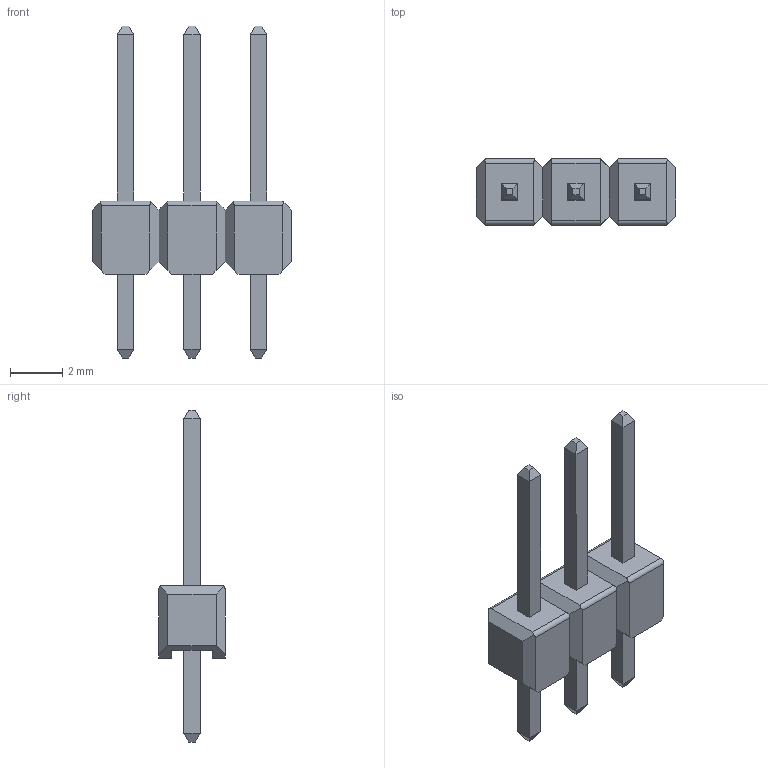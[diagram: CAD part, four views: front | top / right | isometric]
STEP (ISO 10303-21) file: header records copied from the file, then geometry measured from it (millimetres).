
FILE_DESCRIPTION (( 'STEP AP214' ), '1' );
FILE_NAME ('User Library-1x3 TH Pitch 2_54mm.STEP', '2020-10-02T20:05:55', ( '' ), ( '' ), 'SwSTEP 2.0', 'SolidWorks 2019', '' );
FILE_SCHEMA (( 'AUTOMOTIVE_DESIGN' ));
Length unit declared in the file: millimetre
Products named in the file (1): User Library-1x3 TH Pitch 2_54mm
Bounding box: 7.62 x 2.54 x 12.7 mm (x, y, z)
Volume: 59 mm3; surface area: 206.8 mm2
Topology: 4 solids, 4 shells, 110 faces, 274 edges, 172 vertices
Faces by surface type: plane 104, cylinder 6
Entity records: 3971 total; most frequent: CARTESIAN_POINT 1379, ORIENTED_EDGE 548, B_SPLINE_CURVE_WITH_KNOTS 274, EDGE_CURVE 274, DIRECTION 222, VERTEX_POINT 172, EDGE_LOOP 116, AXIS2_PLACEMENT_3D 111
